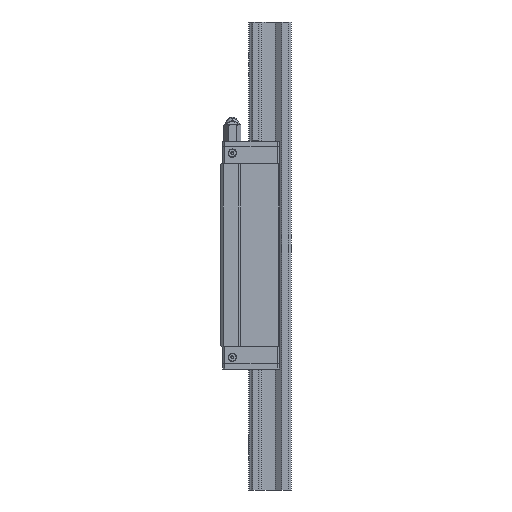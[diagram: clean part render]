
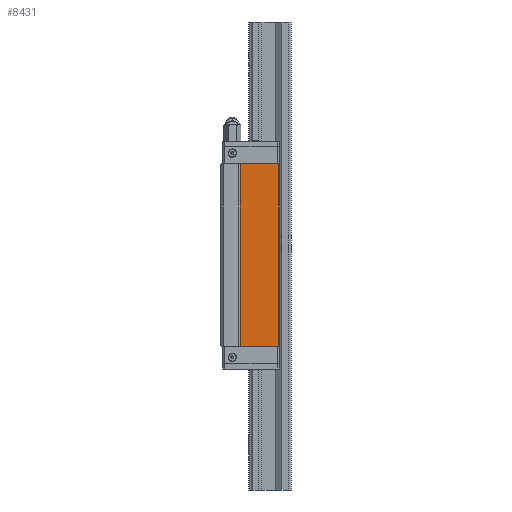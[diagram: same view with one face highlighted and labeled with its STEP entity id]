
A CAD part, left-side view. The second image highlights one B-rep face of the part: STEP entity #8431.
In plain terms, the highlighted planar face has unit normal (-1, 0, 0).
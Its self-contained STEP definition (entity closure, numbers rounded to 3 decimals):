
#201 = EDGE_LOOP ( 'NONE', ( #10399, #9719, #4048, #8516 ) ) ;
#260 = LINE ( 'NONE', #9618, #300 ) ;
#286 = VERTEX_POINT ( 'NONE', #7883 ) ;
#300 = VECTOR ( 'NONE', #8561, 1000. ) ;
#438 = VERTEX_POINT ( 'NONE', #8007 ) ;
#479 = VERTEX_POINT ( 'NONE', #3472 ) ;
#1849 = AXIS2_PLACEMENT_3D ( 'NONE', #5165, #4090, #3011 ) ;
#2707 = VERTEX_POINT ( 'NONE', #5044 ) ;
#3011 = DIRECTION ( 'NONE',  ( 0., 0., 1. ) ) ;
#3027 = DIRECTION ( 'NONE',  ( 0., 0., 1. ) ) ;
#3109 = DIRECTION ( 'NONE',  ( 0., 0., -1. ) ) ;
#3259 = PLANE ( 'NONE',  #1849 ) ;
#3472 = CARTESIAN_POINT ( 'NONE',  ( -23.4, 0., -13.25 ) ) ;
#4048 = ORIENTED_EDGE ( 'NONE', *, *, #9998, .F. ) ;
#4090 = DIRECTION ( 'NONE',  ( -1., 0., 0. ) ) ;
#4106 = CARTESIAN_POINT ( 'NONE',  ( -23.4, 86., -13.75 ) ) ;
#4195 = CARTESIAN_POINT ( 'NONE',  ( -23.4, 0., 13.25 ) ) ;
#5044 = CARTESIAN_POINT ( 'NONE',  ( -23.4, 86., 4.75 ) ) ;
#5165 = CARTESIAN_POINT ( 'NONE',  ( -23.4, 0., -13.25 ) ) ;
#5183 = LINE ( 'NONE', #4106, #8514 ) ;
#5270 = LINE ( 'NONE', #4195, #7227 ) ;
#5835 = FACE_OUTER_BOUND ( 'NONE', #201, .T. ) ;
#5974 = DIRECTION ( 'NONE',  ( 0., 1., 0. ) ) ;
#6732 = EDGE_CURVE ( 'NONE', #286, #2707, #8102, .T. ) ;
#7034 = CARTESIAN_POINT ( 'NONE',  ( -23.4, 0., 4.75 ) ) ;
#7227 = VECTOR ( 'NONE', #3109, 1000. ) ;
#7454 = VECTOR ( 'NONE', #5974, 1000. ) ;
#7883 = CARTESIAN_POINT ( 'NONE',  ( -23.4, 0., 4.75 ) ) ;
#8007 = CARTESIAN_POINT ( 'NONE',  ( -23.4, 86., -13.25 ) ) ;
#8102 = LINE ( 'NONE', #7034, #7454 ) ;
#8431 = ADVANCED_FACE ( 'NONE', ( #5835 ), #3259, .T. ) ;
#8514 = VECTOR ( 'NONE', #3027, 1000. ) ;
#8516 = ORIENTED_EDGE ( 'NONE', *, *, #10299, .T. ) ;
#8561 = DIRECTION ( 'NONE',  ( 0., -1., 0. ) ) ;
#9367 = EDGE_CURVE ( 'NONE', #286, #479, #5270, .T. ) ;
#9618 = CARTESIAN_POINT ( 'NONE',  ( -23.4, 0., -13.25 ) ) ;
#9719 = ORIENTED_EDGE ( 'NONE', *, *, #6732, .T. ) ;
#9998 = EDGE_CURVE ( 'NONE', #438, #2707, #5183, .T. ) ;
#10299 = EDGE_CURVE ( 'NONE', #438, #479, #260, .T. ) ;
#10399 = ORIENTED_EDGE ( 'NONE', *, *, #9367, .F. ) ;
